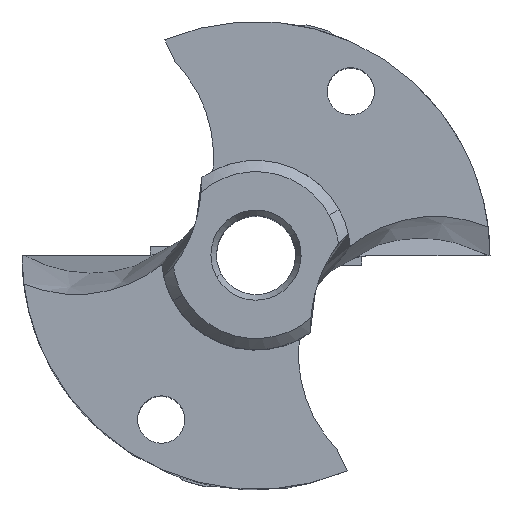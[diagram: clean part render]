
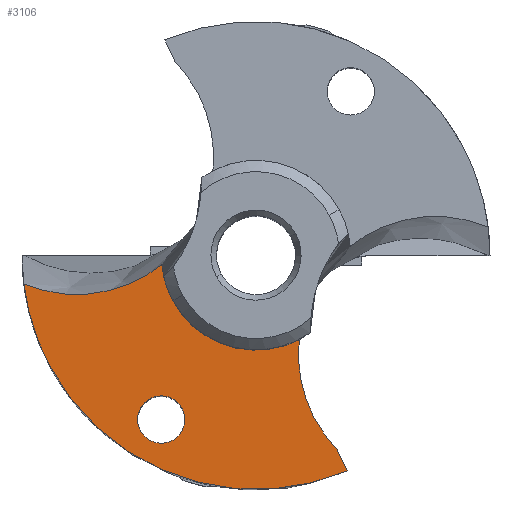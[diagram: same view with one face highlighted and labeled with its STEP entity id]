
A CAD part, top view. The second image highlights one B-rep face of the part: STEP entity #3106.
In plain terms, the highlighted planar face has unit normal (0, 0, 1).
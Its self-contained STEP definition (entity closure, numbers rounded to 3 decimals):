
#281=AXIS2_PLACEMENT_3D('Circle Axis2P3D',#279,#280,$) ;
#704=AXIS2_PLACEMENT_3D('Circle Axis2P3D',#702,#703,$) ;
#723=AXIS2_PLACEMENT_3D('Circle Axis2P3D',#721,#722,$) ;
#969=AXIS2_PLACEMENT_3D('Circle Axis2P3D',#967,#968,$) ;
#1183=AXIS2_PLACEMENT_3D('Circle Axis2P3D',#1181,#1182,$) ;
#1277=AXIS2_PLACEMENT_3D('Plane Axis2P3D',#1274,#1275,#1276) ;
#3090=AXIS2_PLACEMENT_3D('Circle Axis2P3D',#3088,#3089,$) ;
#276=CARTESIAN_POINT('Vertex',(-18.21,-9.948,0.)) ;
#279=CARTESIAN_POINT('Axis2P3D Location',(0.,0.,0.)) ;
#283=CARTESIAN_POINT('Vertex',(-20.599,-2.503,0.)) ;
#452=CARTESIAN_POINT('Vertex',(7.185,-17.173,0.)) ;
#456=CARTESIAN_POINT('Control Point',(7.185,-17.173,0.)) ;
#457=CARTESIAN_POINT('Control Point',(7.366,-17.56,0.)) ;
#458=CARTESIAN_POINT('Control Point',(7.546,-17.947,0.)) ;
#459=CARTESIAN_POINT('Control Point',(7.727,-18.334,0.)) ;
#460=CARTESIAN_POINT('Control Point',(7.908,-18.722,0.)) ;
#461=CARTESIAN_POINT('Control Point',(8.088,-19.109,0.)) ;
#462=CARTESIAN_POINT('Vertex',(8.088,-19.109,0.)) ;
#699=CARTESIAN_POINT('Vertex',(-8.4,-12.449,0.)) ;
#702=CARTESIAN_POINT('Axis2P3D Location',(-8.4,-14.549,0.)) ;
#706=CARTESIAN_POINT('Vertex',(-8.4,-16.649,0.)) ;
#721=CARTESIAN_POINT('Axis2P3D Location',(-8.4,-14.549,0.)) ;
#836=CARTESIAN_POINT('Vertex',(3.828,-7.477,0.)) ;
#840=CARTESIAN_POINT('Control Point',(7.185,-17.173,0.)) ;
#841=CARTESIAN_POINT('Control Point',(5.73,-15.688,0.)) ;
#842=CARTESIAN_POINT('Control Point',(4.559,-13.845,0.)) ;
#843=CARTESIAN_POINT('Control Point',(3.832,-11.733,0.)) ;
#844=CARTESIAN_POINT('Control Point',(3.61,-9.559,0.)) ;
#845=CARTESIAN_POINT('Control Point',(3.828,-7.477,0.)) ;
#964=CARTESIAN_POINT('Vertex',(-7.372,-4.027,0.)) ;
#967=CARTESIAN_POINT('Axis2P3D Location',(0.,0.,0.)) ;
#1181=CARTESIAN_POINT('Axis2P3D Location',(0.,0.,0.)) ;
#1185=CARTESIAN_POINT('Vertex',(-8.361,-0.811,0.)) ;
#1274=CARTESIAN_POINT('Axis2P3D Location',(20.75,0.,0.)) ;
#3031=CARTESIAN_POINT('Control Point',(-20.599,-2.503,0.)) ;
#3032=CARTESIAN_POINT('Control Point',(-18.316,-3.482,0.)) ;
#3033=CARTESIAN_POINT('Control Point',(-15.665,-3.917,0.)) ;
#3034=CARTESIAN_POINT('Control Point',(-12.866,-3.547,0.)) ;
#3035=CARTESIAN_POINT('Control Point',(-10.375,-2.422,0.)) ;
#3036=CARTESIAN_POINT('Control Point',(-8.361,-0.811,0.)) ;
#3088=CARTESIAN_POINT('Axis2P3D Location',(0.,0.,0.)) ;
#280=DIRECTION('Axis2P3D Direction',(0.,0.,1.)) ;
#703=DIRECTION('Axis2P3D Direction',(-0.,0.,-1.)) ;
#722=DIRECTION('Axis2P3D Direction',(-0.,0.,-1.)) ;
#968=DIRECTION('Axis2P3D Direction',(0.,0.,1.)) ;
#1182=DIRECTION('Axis2P3D Direction',(0.,0.,1.)) ;
#1275=DIRECTION('Axis2P3D Direction',(0.,0.,1.)) ;
#1276=DIRECTION('Axis2P3D XDirection',(1.,0.,0.)) ;
#3089=DIRECTION('Axis2P3D Direction',(0.,0.,1.)) ;
#3094=ORIENTED_EDGE('',*,*,#846,.T.) ;
#3095=ORIENTED_EDGE('',*,*,#971,.F.) ;
#3096=ORIENTED_EDGE('',*,*,#1187,.F.) ;
#3097=ORIENTED_EDGE('',*,*,#3037,.F.) ;
#3098=ORIENTED_EDGE('',*,*,#285,.T.) ;
#3099=ORIENTED_EDGE('',*,*,#3092,.T.) ;
#3100=ORIENTED_EDGE('',*,*,#464,.F.) ;
#3103=ORIENTED_EDGE('',*,*,#708,.T.) ;
#3104=ORIENTED_EDGE('',*,*,#725,.T.) ;
#3105=FACE_BOUND('',#3102,.T.) ;
#3106=ADVANCED_FACE('NOCUT',(#3101,#3105),#1278,.T.) ;
#455=B_SPLINE_CURVE_WITH_KNOTS('',5,(#456,#457,#458,#459,#460,#461),.UNSPECIFIED.,.F.,.U.,(6,6),(1.332,3.468),.UNSPECIFIED.) ;
#839=B_SPLINE_CURVE_WITH_KNOTS('',5,(#840,#841,#842,#843,#844,#845),.UNSPECIFIED.,.F.,.U.,(6,6),(4.805,19.639),.UNSPECIFIED.) ;
#3030=B_SPLINE_CURVE_WITH_KNOTS('',5,(#3031,#3032,#3033,#3034,#3035,#3036),.UNSPECIFIED.,.F.,.U.,(6,6),(0.244,18.518),.UNSPECIFIED.) ;
#282=CIRCLE('generated circle',#281,20.75) ;
#705=CIRCLE('generated circle',#704,2.1) ;
#724=CIRCLE('generated circle',#723,2.1) ;
#970=CIRCLE('generated circle',#969,8.4) ;
#1184=CIRCLE('generated circle',#1183,8.4) ;
#3091=CIRCLE('generated circle',#3090,20.75) ;
#285=EDGE_CURVE('',#284,#277,#282,.T.) ;
#464=EDGE_CURVE('',#453,#463,#455,.T.) ;
#708=EDGE_CURVE('',#707,#700,#705,.T.) ;
#725=EDGE_CURVE('',#700,#707,#724,.T.) ;
#846=EDGE_CURVE('',#453,#837,#839,.T.) ;
#971=EDGE_CURVE('',#965,#837,#970,.T.) ;
#1187=EDGE_CURVE('',#1186,#965,#1184,.T.) ;
#3037=EDGE_CURVE('',#284,#1186,#3030,.T.) ;
#3092=EDGE_CURVE('',#277,#463,#3091,.T.) ;
#3093=EDGE_LOOP('',(#3094,#3095,#3096,#3097,#3098,#3099,#3100)) ;
#3102=EDGE_LOOP('',(#3103,#3104)) ;
#3101=FACE_OUTER_BOUND('',#3093,.T.) ;
#1278=PLANE('',#1277) ;
#277=VERTEX_POINT('',#276) ;
#284=VERTEX_POINT('',#283) ;
#453=VERTEX_POINT('',#452) ;
#463=VERTEX_POINT('',#462) ;
#700=VERTEX_POINT('',#699) ;
#707=VERTEX_POINT('',#706) ;
#837=VERTEX_POINT('',#836) ;
#965=VERTEX_POINT('',#964) ;
#1186=VERTEX_POINT('',#1185) ;
